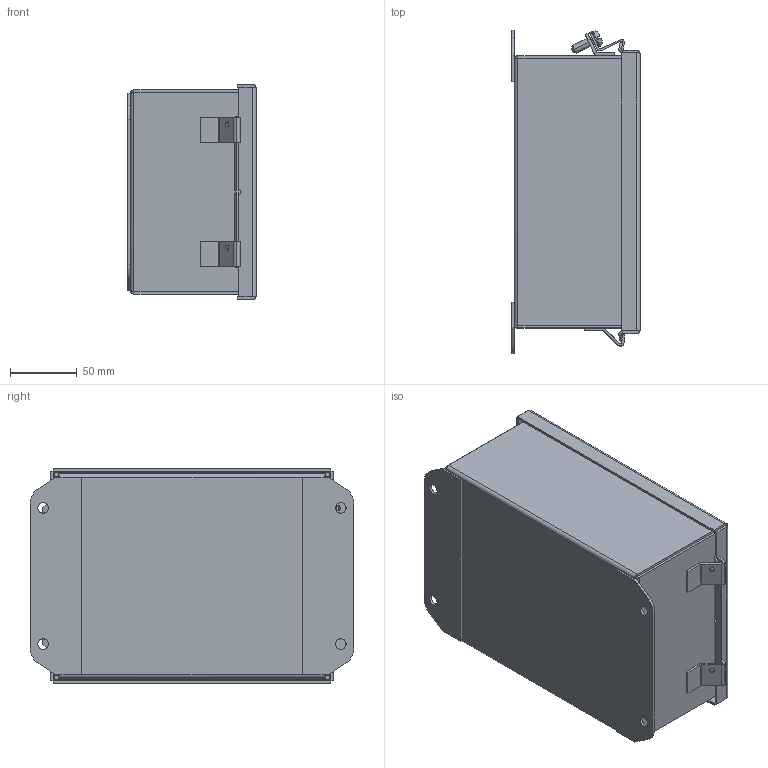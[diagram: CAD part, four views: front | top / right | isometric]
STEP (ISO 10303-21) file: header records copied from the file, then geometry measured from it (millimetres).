
FILE_DESCRIPTION (( 'STEP AP214' ), '1' );
FILE_NAME ('HJ863LP.STEP', '2019-09-05T14:01:27', ( '' ), ( '' ), 'SwSTEP 2.0', 'SolidWorks 2018', '' );
FILE_SCHEMA (( 'AUTOMOTIVE_DESIGN' ));
Length unit declared in the file: inch
Products named in the file (1): HJ863LP
Bounding box: 95.73 x 241.3 x 160.32 mm (x, y, z)
Volume: 324724.1 mm3; surface area: 353616.9 mm2
Topology: 16 solids, 17 shells, 518 faces, 1246 edges, 759 vertices
Faces by surface type: plane 282, cylinder 136, bspline 50, cone 46, torus 4
Entity records: 24856 total; most frequent: CARTESIAN_POINT 6183, ORIENTED_EDGE 2464, DIRECTION 2312, EDGE_CURVE 1232, LINE 822, VECTOR 822, VERTEX_POINT 759, AXIS2_PLACEMENT_3D 745
